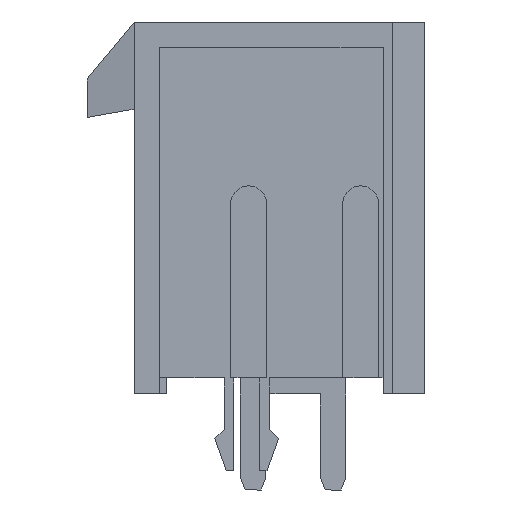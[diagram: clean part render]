
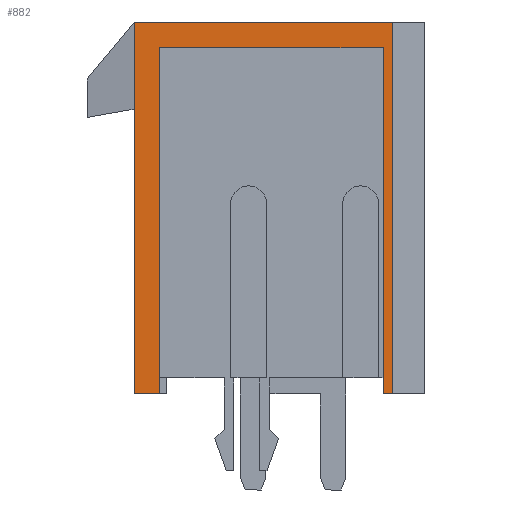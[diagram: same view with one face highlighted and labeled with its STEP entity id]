
A CAD part, left-side view. The second image highlights one B-rep face of the part: STEP entity #882.
In plain terms, the highlighted planar face has unit normal (-1, 0, 0).
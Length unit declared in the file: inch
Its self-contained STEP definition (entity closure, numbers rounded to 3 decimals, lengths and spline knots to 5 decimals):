
#38 = EDGE_CURVE ( 'NONE', #6598, #840, #6655, .T. ) ;
#65 = EDGE_CURVE ( 'NONE', #6828, #4860, #5955, .T. ) ;
#79 = CARTESIAN_POINT ( 'NONE',  ( -0.267, -0.093, 0. ) ) ;
#183 = DIRECTION ( 'NONE',  ( 0., -1., 0. ) ) ;
#217 = LINE ( 'NONE', #635, #4680 ) ;
#239 = LINE ( 'NONE', #4907, #4346 ) ;
#298 = EDGE_LOOP ( 'NONE', ( #757, #3285, #2424, #5618, #4406, #6878, #3010, #3777 ) ) ;
#459 = DIRECTION ( 'NONE',  ( 0., -1., 0. ) ) ;
#465 = CARTESIAN_POINT ( 'NONE',  ( -0.267, -0.078, 0.541 ) ) ;
#635 = CARTESIAN_POINT ( 'NONE',  ( -0.267, -0.078, 0. ) ) ;
#641 = CARTESIAN_POINT ( 'NONE',  ( -0.267, 0.271, 0.541 ) ) ;
#757 = ORIENTED_EDGE ( 'NONE', *, *, #4370, .T. ) ;
#812 = DIRECTION ( 'NONE',  ( 0., -1., 0. ) ) ;
#840 = VERTEX_POINT ( 'NONE', #5552 ) ;
#851 = VECTOR ( 'NONE', #812, 39.37008 ) ;
#882 = ADVANCED_FACE ( 'NONE', ( #5947 ), #4521, .T. ) ;
#890 = DIRECTION ( 'NONE',  ( 0., 0., 1. ) ) ;
#1072 = CARTESIAN_POINT ( 'NONE',  ( -0.267, 0.271, 0. ) ) ;
#1174 = DIRECTION ( 'NONE',  ( 0., 0., -1. ) ) ;
#1263 = DIRECTION ( 'NONE',  ( -1., 0., 0. ) ) ;
#1480 = VECTOR ( 'NONE', #2405, 39.37008 ) ;
#1717 = EDGE_CURVE ( 'NONE', #840, #6828, #239, .T. ) ;
#1771 = AXIS2_PLACEMENT_3D ( 'NONE', #5097, #1263, #2871 ) ;
#1805 = EDGE_CURVE ( 'NONE', #5016, #5788, #3051, .T. ) ;
#1979 = EDGE_CURVE ( 'NONE', #6598, #5016, #2184, .T. ) ;
#2006 = CARTESIAN_POINT ( 'NONE',  ( -0.267, 0.311, 0. ) ) ;
#2100 = VECTOR ( 'NONE', #2815, 39.37008 ) ;
#2184 = LINE ( 'NONE', #5176, #1480 ) ;
#2405 = DIRECTION ( 'NONE',  ( 0., -1., 0. ) ) ;
#2424 = ORIENTED_EDGE ( 'NONE', *, *, #5689, .T. ) ;
#2486 = CARTESIAN_POINT ( 'NONE',  ( -0.267, -0.093, 0.581 ) ) ;
#2579 = CARTESIAN_POINT ( 'NONE',  ( -0.267, 0.271, 0. ) ) ;
#2681 = CARTESIAN_POINT ( 'NONE',  ( -0.267, -0.078, 0. ) ) ;
#2815 = DIRECTION ( 'NONE',  ( 0., 0., -1. ) ) ;
#2871 = DIRECTION ( 'NONE',  ( 0., -1., 0. ) ) ;
#3010 = ORIENTED_EDGE ( 'NONE', *, *, #1717, .T. ) ;
#3051 = LINE ( 'NONE', #79, #2100 ) ;
#3285 = ORIENTED_EDGE ( 'NONE', *, *, #3499, .T. ) ;
#3338 = VERTEX_POINT ( 'NONE', #465 ) ;
#3370 = VERTEX_POINT ( 'NONE', #2681 ) ;
#3499 = EDGE_CURVE ( 'NONE', #3338, #3370, #217, .T. ) ;
#3536 = CARTESIAN_POINT ( 'NONE',  ( -0.267, 0.311, 0.541 ) ) ;
#3777 = ORIENTED_EDGE ( 'NONE', *, *, #65, .T. ) ;
#4346 = VECTOR ( 'NONE', #459, 39.37008 ) ;
#4370 = EDGE_CURVE ( 'NONE', #4860, #3338, #4789, .T. ) ;
#4406 = ORIENTED_EDGE ( 'NONE', *, *, #1979, .F. ) ;
#4462 = VECTOR ( 'NONE', #890, 39.37008 ) ;
#4521 = PLANE ( 'NONE',  #1771 ) ;
#4680 = VECTOR ( 'NONE', #1174, 39.37008 ) ;
#4710 = CARTESIAN_POINT ( 'NONE',  ( -0.267, 0.084, 0. ) ) ;
#4789 = LINE ( 'NONE', #3536, #6444 ) ;
#4860 = VERTEX_POINT ( 'NONE', #641 ) ;
#4907 = CARTESIAN_POINT ( 'NONE',  ( -0.267, 0.311, 0. ) ) ;
#5016 = VERTEX_POINT ( 'NONE', #2486 ) ;
#5097 = CARTESIAN_POINT ( 'NONE',  ( -0.267, 0.311, 0. ) ) ;
#5176 = CARTESIAN_POINT ( 'NONE',  ( -0.267, 0.084, 0.581 ) ) ;
#5344 = DIRECTION ( 'NONE',  ( 0., 0., -1. ) ) ;
#5552 = CARTESIAN_POINT ( 'NONE',  ( -0.267, 0.311, 0. ) ) ;
#5618 = ORIENTED_EDGE ( 'NONE', *, *, #1805, .F. ) ;
#5689 = EDGE_CURVE ( 'NONE', #3370, #5788, #6778, .T. ) ;
#5788 = VERTEX_POINT ( 'NONE', #5930 ) ;
#5930 = CARTESIAN_POINT ( 'NONE',  ( -0.267, -0.093, 0. ) ) ;
#5947 = FACE_OUTER_BOUND ( 'NONE', #298, .T. ) ;
#5955 = LINE ( 'NONE', #1072, #4462 ) ;
#6444 = VECTOR ( 'NONE', #183, 39.37008 ) ;
#6598 = VERTEX_POINT ( 'NONE', #7068 ) ;
#6655 = LINE ( 'NONE', #2006, #6823 ) ;
#6778 = LINE ( 'NONE', #4710, #851 ) ;
#6823 = VECTOR ( 'NONE', #5344, 39.37008 ) ;
#6828 = VERTEX_POINT ( 'NONE', #2579 ) ;
#6878 = ORIENTED_EDGE ( 'NONE', *, *, #38, .T. ) ;
#7068 = CARTESIAN_POINT ( 'NONE',  ( -0.267, 0.311, 0.581 ) ) ;
